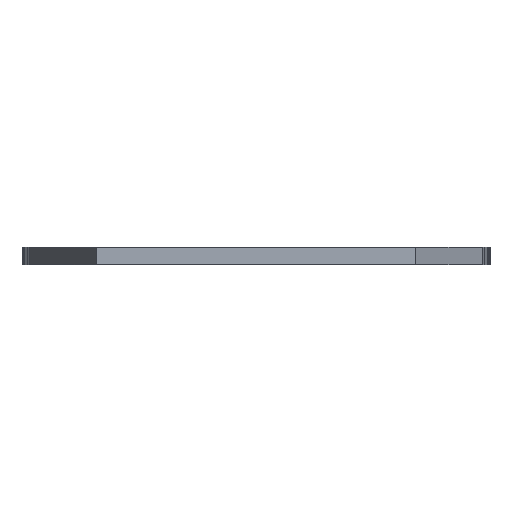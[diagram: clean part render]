
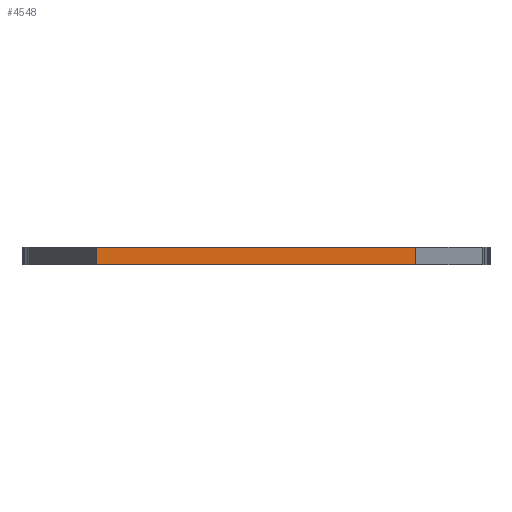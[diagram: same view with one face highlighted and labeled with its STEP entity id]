
A CAD part, front view. The second image highlights one B-rep face of the part: STEP entity #4548.
In plain terms, the highlighted planar face has unit normal (0, -1, 0).
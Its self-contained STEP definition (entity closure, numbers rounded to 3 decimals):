
#83 = PLANE('',#84);
#84 = AXIS2_PLACEMENT_3D('',#85,#86,#87);
#85 = CARTESIAN_POINT('',(-0.001,0.,1.6)
  );
#86 = DIRECTION('',(0.,0.,1.));
#87 = DIRECTION('',(1.,0.,0.));
#137 = PLANE('',#138);
#138 = AXIS2_PLACEMENT_3D('',#139,#140,#141);
#139 = CARTESIAN_POINT('',(-0.001,0.,
    0.));
#140 = DIRECTION('',(0.,0.,1.));
#141 = DIRECTION('',(1.,0.,0.));
#862 = VERTEX_POINT('',#863);
#863 = CARTESIAN_POINT('',(-14.549,-21.307,0.));
#877 = PLANE('',#878);
#878 = AXIS2_PLACEMENT_3D('',#879,#880,#881);
#879 = CARTESIAN_POINT('',(-20.617,-8.293,0.));
#880 = DIRECTION('',(0.906,0.423,0.));
#881 = DIRECTION('',(0.423,-0.906,0.));
#889 = EDGE_CURVE('',#862,#890,#892,.T.);
#890 = VERTEX_POINT('',#891);
#891 = CARTESIAN_POINT('',(14.546,-21.307,0.));
#892 = SURFACE_CURVE('',#893,(#897,#904),.PCURVE_S1.);
#893 = LINE('',#894,#895);
#894 = CARTESIAN_POINT('',(-14.549,-21.307,0.));
#895 = VECTOR('',#896,1.);
#896 = DIRECTION('',(1.,0.,0.));
#897 = PCURVE('',#137,#898);
#898 = DEFINITIONAL_REPRESENTATION('',(#899),#903);
#899 = LINE('',#900,#901);
#900 = CARTESIAN_POINT('',(-14.548,-21.306));
#901 = VECTOR('',#902,1.);
#902 = DIRECTION('',(1.,0.));
#903 = ( GEOMETRIC_REPRESENTATION_CONTEXT(2) 
PARAMETRIC_REPRESENTATION_CONTEXT() REPRESENTATION_CONTEXT('2D SPACE',''
  ) );
#904 = PCURVE('',#905,#910);
#905 = PLANE('',#906);
#906 = AXIS2_PLACEMENT_3D('',#907,#908,#909);
#907 = CARTESIAN_POINT('',(-14.549,-21.307,0.));
#908 = DIRECTION('',(0.,1.,0.));
#909 = DIRECTION('',(1.,0.,0.));
#910 = DEFINITIONAL_REPRESENTATION('',(#911),#915);
#911 = LINE('',#912,#913);
#912 = CARTESIAN_POINT('',(0.,0.));
#913 = VECTOR('',#914,1.);
#914 = DIRECTION('',(1.,0.));
#915 = ( GEOMETRIC_REPRESENTATION_CONTEXT(2) 
PARAMETRIC_REPRESENTATION_CONTEXT() REPRESENTATION_CONTEXT('2D SPACE',''
  ) );
#933 = PLANE('',#934);
#934 = AXIS2_PLACEMENT_3D('',#935,#936,#937);
#935 = CARTESIAN_POINT('',(14.546,-21.307,0.));
#936 = DIRECTION('',(-0.906,0.423,0.));
#937 = DIRECTION('',(0.423,0.906,0.));
#2528 = VERTEX_POINT('',#2529);
#2529 = CARTESIAN_POINT('',(-14.549,-21.307,1.6));
#2550 = EDGE_CURVE('',#2528,#2551,#2553,.T.);
#2551 = VERTEX_POINT('',#2552);
#2552 = CARTESIAN_POINT('',(14.546,-21.307,1.6));
#2553 = SURFACE_CURVE('',#2554,(#2558,#2565),.PCURVE_S1.);
#2554 = LINE('',#2555,#2556);
#2555 = CARTESIAN_POINT('',(-14.549,-21.307,1.6));
#2556 = VECTOR('',#2557,1.);
#2557 = DIRECTION('',(1.,0.,0.));
#2558 = PCURVE('',#83,#2559);
#2559 = DEFINITIONAL_REPRESENTATION('',(#2560),#2564);
#2560 = LINE('',#2561,#2562);
#2561 = CARTESIAN_POINT('',(-14.548,-21.306));
#2562 = VECTOR('',#2563,1.);
#2563 = DIRECTION('',(1.,0.));
#2564 = ( GEOMETRIC_REPRESENTATION_CONTEXT(2) 
PARAMETRIC_REPRESENTATION_CONTEXT() REPRESENTATION_CONTEXT('2D SPACE',''
  ) );
#2565 = PCURVE('',#905,#2566);
#2566 = DEFINITIONAL_REPRESENTATION('',(#2567),#2571);
#2567 = LINE('',#2568,#2569);
#2568 = CARTESIAN_POINT('',(0.,-1.6));
#2569 = VECTOR('',#2570,1.);
#2570 = DIRECTION('',(1.,0.));
#2571 = ( GEOMETRIC_REPRESENTATION_CONTEXT(2) 
PARAMETRIC_REPRESENTATION_CONTEXT() REPRESENTATION_CONTEXT('2D SPACE',''
  ) );
#4498 = EDGE_CURVE('',#890,#2551,#4499,.T.);
#4499 = SURFACE_CURVE('',#4500,(#4504,#4511),.PCURVE_S1.);
#4500 = LINE('',#4501,#4502);
#4501 = CARTESIAN_POINT('',(14.546,-21.307,0.));
#4502 = VECTOR('',#4503,1.);
#4503 = DIRECTION('',(0.,0.,1.));
#4504 = PCURVE('',#933,#4505);
#4505 = DEFINITIONAL_REPRESENTATION('',(#4506),#4510);
#4506 = LINE('',#4507,#4508);
#4507 = CARTESIAN_POINT('',(0.,0.));
#4508 = VECTOR('',#4509,1.);
#4509 = DIRECTION('',(0.,-1.));
#4510 = ( GEOMETRIC_REPRESENTATION_CONTEXT(2) 
PARAMETRIC_REPRESENTATION_CONTEXT() REPRESENTATION_CONTEXT('2D SPACE',''
  ) );
#4511 = PCURVE('',#905,#4512);
#4512 = DEFINITIONAL_REPRESENTATION('',(#4513),#4517);
#4513 = LINE('',#4514,#4515);
#4514 = CARTESIAN_POINT('',(29.095,0.));
#4515 = VECTOR('',#4516,1.);
#4516 = DIRECTION('',(0.,-1.));
#4517 = ( GEOMETRIC_REPRESENTATION_CONTEXT(2) 
PARAMETRIC_REPRESENTATION_CONTEXT() REPRESENTATION_CONTEXT('2D SPACE',''
  ) );
#4548 = ADVANCED_FACE('',(#4549),#905,.F.);
#4549 = FACE_BOUND('',#4550,.F.);
#4550 = EDGE_LOOP('',(#4551,#4572,#4573,#4574));
#4551 = ORIENTED_EDGE('',*,*,#4552,.T.);
#4552 = EDGE_CURVE('',#862,#2528,#4553,.T.);
#4553 = SURFACE_CURVE('',#4554,(#4558,#4565),.PCURVE_S1.);
#4554 = LINE('',#4555,#4556);
#4555 = CARTESIAN_POINT('',(-14.549,-21.307,0.));
#4556 = VECTOR('',#4557,1.);
#4557 = DIRECTION('',(0.,0.,1.));
#4558 = PCURVE('',#905,#4559);
#4559 = DEFINITIONAL_REPRESENTATION('',(#4560),#4564);
#4560 = LINE('',#4561,#4562);
#4561 = CARTESIAN_POINT('',(0.,0.));
#4562 = VECTOR('',#4563,1.);
#4563 = DIRECTION('',(0.,-1.));
#4564 = ( GEOMETRIC_REPRESENTATION_CONTEXT(2) 
PARAMETRIC_REPRESENTATION_CONTEXT() REPRESENTATION_CONTEXT('2D SPACE',''
  ) );
#4565 = PCURVE('',#877,#4566);
#4566 = DEFINITIONAL_REPRESENTATION('',(#4567),#4571);
#4567 = LINE('',#4568,#4569);
#4568 = CARTESIAN_POINT('',(14.358,0.));
#4569 = VECTOR('',#4570,1.);
#4570 = DIRECTION('',(0.,-1.));
#4571 = ( GEOMETRIC_REPRESENTATION_CONTEXT(2) 
PARAMETRIC_REPRESENTATION_CONTEXT() REPRESENTATION_CONTEXT('2D SPACE',''
  ) );
#4572 = ORIENTED_EDGE('',*,*,#2550,.T.);
#4573 = ORIENTED_EDGE('',*,*,#4498,.F.);
#4574 = ORIENTED_EDGE('',*,*,#889,.F.);
